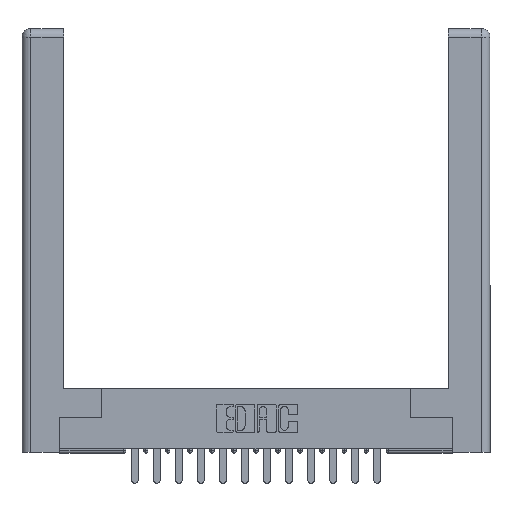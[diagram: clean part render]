
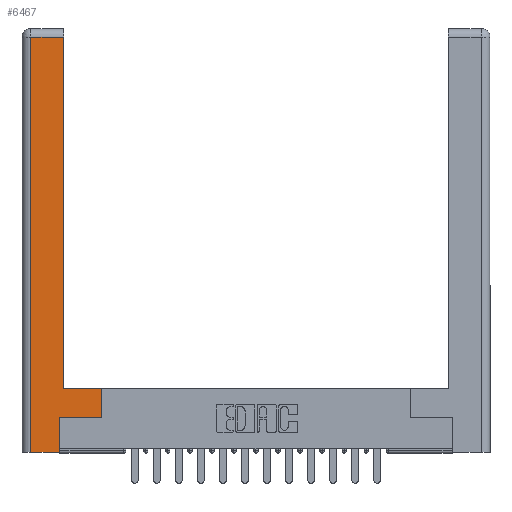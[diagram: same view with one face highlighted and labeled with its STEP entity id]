
A CAD part, top view. The second image highlights one B-rep face of the part: STEP entity #6467.
In plain terms, the highlighted planar face has unit normal (0, 0, 1).
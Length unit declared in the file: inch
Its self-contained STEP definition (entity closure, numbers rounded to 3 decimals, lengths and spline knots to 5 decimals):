
#10 = VERTEX_POINT ( 'NONE', #5483 ) ;
#41 = LINE ( 'NONE', #14806, #4861 ) ;
#235 = LINE ( 'NONE', #3013, #14287 ) ;
#358 = ORIENTED_EDGE ( 'NONE', *, *, #7971, .T. ) ;
#686 = CARTESIAN_POINT ( 'NONE',  ( 0.0615, 2.94, 0. ) ) ;
#689 = VERTEX_POINT ( 'NONE', #686 ) ;
#886 = CARTESIAN_POINT ( 'NONE',  ( 0.565, 0.45, 0. ) ) ;
#1126 = ORIENTED_EDGE ( 'NONE', *, *, #4002, .T. ) ;
#2308 = CARTESIAN_POINT ( 'NONE',  ( 0., 0., 0. ) ) ;
#2531 = DIRECTION ( 'NONE',  ( 0., 1., 0. ) ) ;
#3013 = CARTESIAN_POINT ( 'NONE',  ( 0.565, 0.45, 0. ) ) ;
#3362 = EDGE_CURVE ( 'NONE', #16991, #689, #17492, .T. ) ;
#4002 = EDGE_CURVE ( 'NONE', #17351, #16991, #9536, .T. ) ;
#4481 = VECTOR ( 'NONE', #2531, 39.37008 ) ;
#4861 = VECTOR ( 'NONE', #16320, 39.37008 ) ;
#4978 = VERTEX_POINT ( 'NONE', #7331 ) ;
#5269 = CARTESIAN_POINT ( 'NONE',  ( 0.0615, 2.94, 0. ) ) ;
#5302 = CARTESIAN_POINT ( 'NONE',  ( 0.0615, 0., 0. ) ) ;
#5483 = CARTESIAN_POINT ( 'NONE',  ( 0.0615, 0., 0. ) ) ;
#5612 = EDGE_LOOP ( 'NONE', ( #1126, #12393, #10863, #16856, #6985, #6035, #358, #12757 ) ) ;
#5678 = DIRECTION ( 'NONE',  ( 0., 1., 0. ) ) ;
#5762 = EDGE_CURVE ( 'NONE', #14129, #4978, #16298, .T. ) ;
#5963 = AXIS2_PLACEMENT_3D ( 'NONE', #2308, #7778, #13238 ) ;
#6035 = ORIENTED_EDGE ( 'NONE', *, *, #5762, .T. ) ;
#6078 = CARTESIAN_POINT ( 'NONE',  ( 0.265, 0.245, 0. ) ) ;
#6086 = EDGE_CURVE ( 'NONE', #689, #10, #15025, .T. ) ;
#6467 = ADVANCED_FACE ( 'NONE', ( #15896 ), #9200, .F. ) ;
#6985 = ORIENTED_EDGE ( 'NONE', *, *, #14621, .T. ) ;
#7050 = EDGE_CURVE ( 'NONE', #10, #11127, #41, .T. ) ;
#7331 = CARTESIAN_POINT ( 'NONE',  ( 0.565, 0.245, 0. ) ) ;
#7778 = DIRECTION ( 'NONE',  ( 0., 0., -1. ) ) ;
#7816 = VECTOR ( 'NONE', #10598, 39.37008 ) ;
#7971 = EDGE_CURVE ( 'NONE', #4978, #17368, #235, .T. ) ;
#7990 = CARTESIAN_POINT ( 'NONE',  ( 0.295, 0.45, 0. ) ) ;
#8064 = DIRECTION ( 'NONE',  ( 0., -1., 0. ) ) ;
#8331 = VECTOR ( 'NONE', #5678, 39.37008 ) ;
#9200 = PLANE ( 'NONE',  #5963 ) ;
#9439 = VECTOR ( 'NONE', #9731, 39.37008 ) ;
#9536 = LINE ( 'NONE', #14979, #8331 ) ;
#9731 = DIRECTION ( 'NONE',  ( -1., 0., 0. ) ) ;
#10598 = DIRECTION ( 'NONE',  ( -1., 0., 0. ) ) ;
#10863 = ORIENTED_EDGE ( 'NONE', *, *, #6086, .T. ) ;
#10984 = CARTESIAN_POINT ( 'NONE',  ( 0.265, 0., 0. ) ) ;
#11127 = VERTEX_POINT ( 'NONE', #10984 ) ;
#11699 = CARTESIAN_POINT ( 'NONE',  ( 0.265, 0.245, 0. ) ) ;
#12057 = EDGE_CURVE ( 'NONE', #17368, #17351, #12114, .T. ) ;
#12114 = LINE ( 'NONE', #7990, #7816 ) ;
#12393 = ORIENTED_EDGE ( 'NONE', *, *, #3362, .T. ) ;
#12757 = ORIENTED_EDGE ( 'NONE', *, *, #12057, .T. ) ;
#12893 = CARTESIAN_POINT ( 'NONE',  ( 0.295, 0.45, 0. ) ) ;
#13238 = DIRECTION ( 'NONE',  ( -1., 0., 0. ) ) ;
#13395 = VECTOR ( 'NONE', #8064, 39.37008 ) ;
#14129 = VERTEX_POINT ( 'NONE', #6078 ) ;
#14287 = VECTOR ( 'NONE', #16879, 39.37008 ) ;
#14621 = EDGE_CURVE ( 'NONE', #11127, #14129, #14782, .T. ) ;
#14782 = LINE ( 'NONE', #11699, #4481 ) ;
#14806 = CARTESIAN_POINT ( 'NONE',  ( 0.265, 0., 0. ) ) ;
#14979 = CARTESIAN_POINT ( 'NONE',  ( 0.295, 3., 0. ) ) ;
#15025 = LINE ( 'NONE', #5302, #13395 ) ;
#15489 = DIRECTION ( 'NONE',  ( 1., 0., 0. ) ) ;
#15654 = CARTESIAN_POINT ( 'NONE',  ( 0.565, 0.245, 0. ) ) ;
#15896 = FACE_OUTER_BOUND ( 'NONE', #5612, .T. ) ;
#16298 = LINE ( 'NONE', #15654, #17403 ) ;
#16320 = DIRECTION ( 'NONE',  ( 1., 0., 0. ) ) ;
#16856 = ORIENTED_EDGE ( 'NONE', *, *, #7050, .T. ) ;
#16879 = DIRECTION ( 'NONE',  ( 0., 1., 0. ) ) ;
#16991 = VERTEX_POINT ( 'NONE', #17528 ) ;
#17351 = VERTEX_POINT ( 'NONE', #12893 ) ;
#17368 = VERTEX_POINT ( 'NONE', #886 ) ;
#17403 = VECTOR ( 'NONE', #15489, 39.37008 ) ;
#17492 = LINE ( 'NONE', #5269, #9439 ) ;
#17528 = CARTESIAN_POINT ( 'NONE',  ( 0.295, 2.94, 0. ) ) ;
